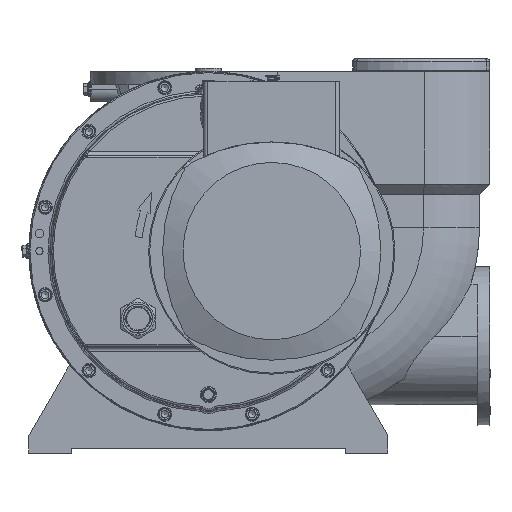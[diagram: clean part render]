
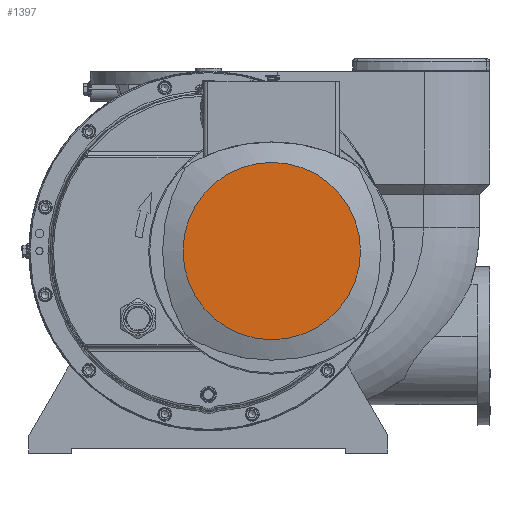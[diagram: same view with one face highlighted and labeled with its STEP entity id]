
A CAD part, front view. The second image highlights one B-rep face of the part: STEP entity #1397.
In plain terms, the highlighted planar face has unit normal (0, -1, 0).
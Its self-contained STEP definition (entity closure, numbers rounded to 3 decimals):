
#1046=CARTESIAN_POINT('',(90.,-1288.,-126.));
#1047=VERTEX_POINT('',#1046);
#1048=CARTESIAN_POINT('',(90.0,-1288.,0.));
#1049=DIRECTION('',(0.0,-1.0,0.0));
#1050=DIRECTION('',(0.0,0.0,-1.0));
#1051=AXIS2_PLACEMENT_3D('',#1048,#1049,#1050);
#1052=CIRCLE('',#1051,126.);
#1053=EDGE_CURVE('',#1047,#1047,#1052,.T.);
#1389=CARTESIAN_POINT('',(90.,-1288.,0.));
#1390=DIRECTION('',(0.0,-1.0,0.0));
#1391=DIRECTION('',(0.0,0.0,1.0));
#1392=AXIS2_PLACEMENT_3D('',#1389,#1390,#1391);
#1393=PLANE('',#1392);
#1394=ORIENTED_EDGE('',*,*,#1053,.T.);
#1395=EDGE_LOOP('',(#1394));
#1396=FACE_OUTER_BOUND('',#1395,.T.);
#1397=ADVANCED_FACE('',(#1396),#1393,.T.);
